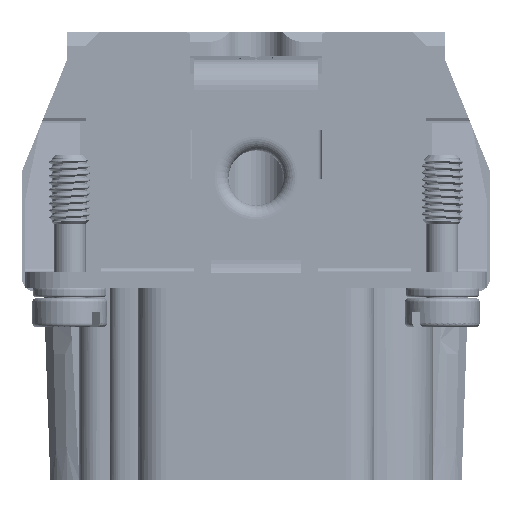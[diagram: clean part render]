
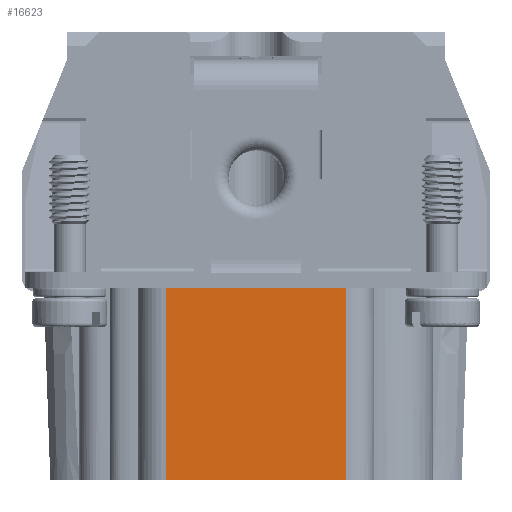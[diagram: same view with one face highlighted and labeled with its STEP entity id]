
A CAD part, left-side view. The second image highlights one B-rep face of the part: STEP entity #16623.
In plain terms, the highlighted planar face has unit normal (-1, 0, 0).
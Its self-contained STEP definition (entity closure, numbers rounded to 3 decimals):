
#865=PLANE('',#65599);
#3575=LINE('',#104673,#8197);
#3757=LINE('',#105336,#8379);
#3758=LINE('',#105340,#8380);
#3759=LINE('',#105342,#8381);
#8197=VECTOR('',#71038,1.);
#8379=VECTOR('',#71614,1.);
#8380=VECTOR('',#71619,1.);
#8381=VECTOR('',#71620,1.);
#16623=ADVANCED_FACE('',(#20294),#865,.T.);
#20294=FACE_OUTER_BOUND('',#23135,.T.);
#23135=EDGE_LOOP('',(#28091,#28092,#28093,#28094));
#28091=ORIENTED_EDGE('',*,*,#53812,.T.);
#28092=ORIENTED_EDGE('',*,*,#53506,.F.);
#28093=ORIENTED_EDGE('',*,*,#53814,.F.);
#28094=ORIENTED_EDGE('',*,*,#53815,.F.);
#46942=VERTEX_POINT('',#104672);
#46943=VERTEX_POINT('',#104674);
#47157=VERTEX_POINT('',#105337);
#47158=VERTEX_POINT('',#105341);
#53506=EDGE_CURVE('',#46942,#46943,#3575,.T.);
#53812=EDGE_CURVE('',#47157,#46943,#3757,.T.);
#53814=EDGE_CURVE('',#47158,#46942,#3758,.T.);
#53815=EDGE_CURVE('',#47157,#47158,#3759,.T.);
#65599=AXIS2_PLACEMENT_3D('',#105343,#71621,#71622);
#71038=DIRECTION('',(0.,-1.,0.));
#71614=DIRECTION('',(0.,0.,1.));
#71619=DIRECTION('',(0.,0.,1.));
#71620=DIRECTION('',(0.,1.,0.));
#71621=DIRECTION('',(-1.,0.,0.));
#71622=DIRECTION('',(0.,0.,1.));
#104672=CARTESIAN_POINT('',(-42.25,6.55,8.));
#104673=CARTESIAN_POINT('',(-42.25,0.,8.));
#104674=CARTESIAN_POINT('',(-42.25,-6.55,8.));
#105336=CARTESIAN_POINT('',(-42.25,-6.55,-5.65));
#105337=CARTESIAN_POINT('',(-42.25,-6.55,-5.85));
#105340=CARTESIAN_POINT('',(-42.25,6.55,-5.65));
#105341=CARTESIAN_POINT('',(-42.25,6.55,-5.85));
#105342=CARTESIAN_POINT('',(-42.25,0.,-5.85));
#105343=CARTESIAN_POINT('',(-42.25,-8.55,-5.85));
